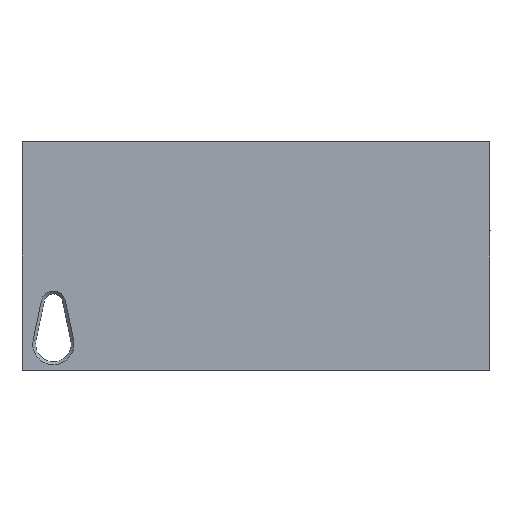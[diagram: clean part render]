
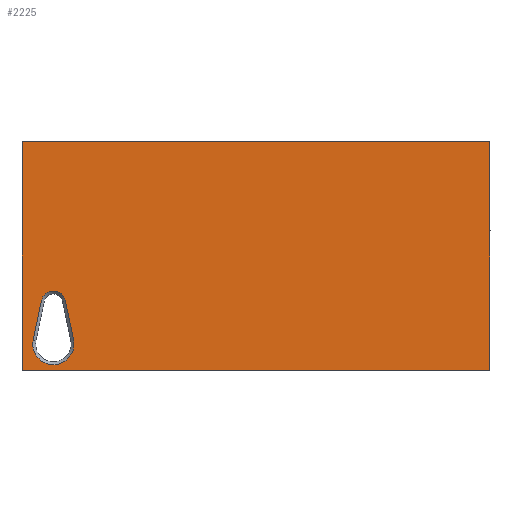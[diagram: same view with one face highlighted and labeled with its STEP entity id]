
A CAD part, front view. The second image highlights one B-rep face of the part: STEP entity #2225.
In plain terms, the highlighted planar face has unit normal (0, -1, 0).
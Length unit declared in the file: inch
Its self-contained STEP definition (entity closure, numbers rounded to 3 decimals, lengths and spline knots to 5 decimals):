
#71=FACE_BOUND('',#380,.T.);
#106=PLANE('',#2454);
#244=FACE_OUTER_BOUND('',#379,.T.);
#379=EDGE_LOOP('',(#1913,#1914,#1915,#1916));
#380=EDGE_LOOP('',(#1917,#1918,#1919,#1920));
#474=LINE('',#3465,#653);
#535=LINE('',#4478,#714);
#545=LINE('',#4532,#724);
#550=LINE('',#4547,#729);
#553=LINE('',#4556,#732);
#558=LINE('',#4595,#737);
#653=VECTOR('',#2747,2.44);
#714=VECTOR('',#2970,2.44);
#724=VECTOR('',#3012,4.995);
#729=VECTOR('',#3025,0.42559);
#732=VECTOR('',#3036,0.42559);
#737=VECTOR('',#3051,4.995);
#865=CIRCLE('',#2444,0.22);
#867=CIRCLE('',#2448,0.13);
#960=VERTEX_POINT('',#3462);
#961=VERTEX_POINT('',#3464);
#1052=VERTEX_POINT('',#4475);
#1053=VERTEX_POINT('',#4477);
#1060=VERTEX_POINT('',#4534);
#1063=VERTEX_POINT('',#4539);
#1064=VERTEX_POINT('',#4543);
#1066=VERTEX_POINT('',#4549);
#1203=EDGE_CURVE('',#961,#960,#474,.T.);
#1335=EDGE_CURVE('',#1052,#1053,#535,.T.);
#1353=EDGE_CURVE('',#960,#1053,#545,.T.);
#1357=EDGE_CURVE('',#1063,#1060,#865,.T.);
#1360=EDGE_CURVE('',#1060,#1064,#550,.T.);
#1363=EDGE_CURVE('',#1064,#1066,#867,.T.);
#1365=EDGE_CURVE('',#1066,#1063,#553,.T.);
#1375=EDGE_CURVE('',#1052,#961,#558,.T.);
#1913=ORIENTED_EDGE('',*,*,#1375,.T.);
#1914=ORIENTED_EDGE('',*,*,#1203,.T.);
#1915=ORIENTED_EDGE('',*,*,#1353,.T.);
#1916=ORIENTED_EDGE('',*,*,#1335,.F.);
#1917=ORIENTED_EDGE('',*,*,#1357,.F.);
#1918=ORIENTED_EDGE('',*,*,#1365,.F.);
#1919=ORIENTED_EDGE('',*,*,#1363,.F.);
#1920=ORIENTED_EDGE('',*,*,#1360,.F.);
#2225=ADVANCED_FACE('',(#244,#71),#106,.F.);
#2444=AXIS2_PLACEMENT_3D('',#4541,#3019,#3020);
#2448=AXIS2_PLACEMENT_3D('',#4553,#3031,#3032);
#2454=AXIS2_PLACEMENT_3D('',#4594,#3049,#3050);
#2747=DIRECTION('',(0.,0.,1.));
#2970=DIRECTION('',(0.,0.,1.));
#3012=DIRECTION('',(-1.,0.,0.));
#3019=DIRECTION('center_axis',(0.,-1.,0.));
#3020=DIRECTION('ref_axis',(-0.978,0.,-0.207));
#3025=DIRECTION('',(-0.207,0.,0.978));
#3031=DIRECTION('center_axis',(0.,-1.,0.));
#3032=DIRECTION('ref_axis',(-0.978,0.,0.207));
#3036=DIRECTION('',(-0.207,0.,-0.978));
#3049=DIRECTION('center_axis',(0.,1.,0.));
#3050=DIRECTION('ref_axis',(-1.,0.,0.));
#3051=DIRECTION('',(1.,0.,0.));
#3462=CARTESIAN_POINT('',(5.135,0.688,2.62999));
#3464=CARTESIAN_POINT('',(5.135,0.688,0.18999));
#3465=CARTESIAN_POINT('',(5.135,0.688,1.375));
#4475=CARTESIAN_POINT('',(0.14,0.688,0.18999));
#4477=CARTESIAN_POINT('',(0.14,0.688,2.62999));
#4478=CARTESIAN_POINT('',(0.14,0.688,1.375));
#4532=CARTESIAN_POINT('',(3.88625,0.688,2.62999));
#4534=CARTESIAN_POINT('',(0.69024,0.688,0.51552));
#4539=CARTESIAN_POINT('',(0.25976,0.688,0.51552));
#4541=CARTESIAN_POINT('Origin',(0.475,0.688,0.47));
#4543=CARTESIAN_POINT('',(0.60219,0.688,0.9319));
#4547=CARTESIAN_POINT('',(0.65436,0.688,0.6852));
#4549=CARTESIAN_POINT('',(0.34781,0.688,0.9319));
#4553=CARTESIAN_POINT('Origin',(0.475,0.688,0.905));
#4556=CARTESIAN_POINT('',(0.45109,0.688,1.42029));
#4594=CARTESIAN_POINT('Origin',(5.135,0.688,1.375));
#4595=CARTESIAN_POINT('',(3.88625,0.688,0.18999));
